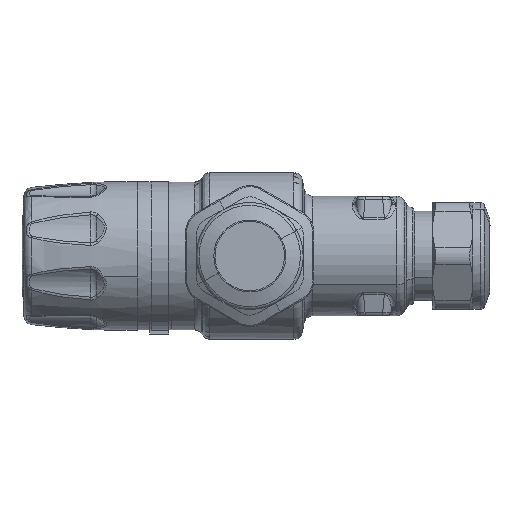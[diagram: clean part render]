
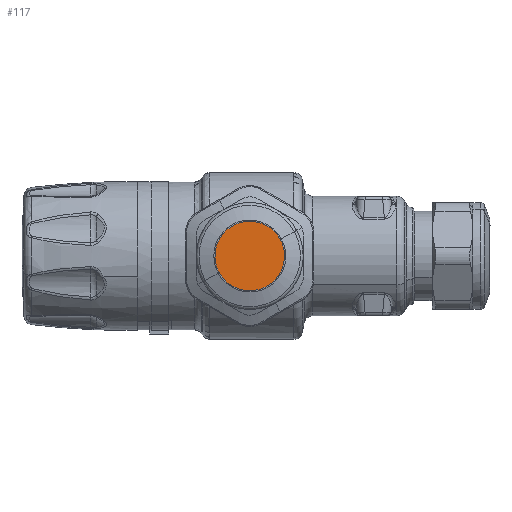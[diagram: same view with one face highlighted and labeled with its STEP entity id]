
A CAD part, left-side view. The second image highlights one B-rep face of the part: STEP entity #117.
In plain terms, the highlighted planar face has unit normal (-1, 0, 0).
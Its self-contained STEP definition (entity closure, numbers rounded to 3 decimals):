
#52=CARTESIAN_POINT('Axis2P3D Location',(-68.63,0.,-33.709)) ;
#58=CARTESIAN_POINT('Control Point',(-68.63,7.136,-37.608)) ;
#59=CARTESIAN_POINT('Control Point',(-68.63,6.777,-38.263)) ;
#60=CARTESIAN_POINT('Control Point',(-68.63,6.344,-38.878)) ;
#61=CARTESIAN_POINT('Control Point',(-68.63,5.841,-39.44)) ;
#62=CARTESIAN_POINT('Control Point',(-68.63,4.716,-40.438)) ;
#63=CARTESIAN_POINT('Control Point',(-68.63,3.393,-41.156)) ;
#64=CARTESIAN_POINT('Control Point',(-68.63,2.693,-41.436)) ;
#65=CARTESIAN_POINT('Control Point',(-68.63,1.242,-41.832)) ;
#66=CARTESIAN_POINT('Control Point',(-68.63,-0.262,-41.888)) ;
#67=CARTESIAN_POINT('Control Point',(-68.63,-1.014,-41.829)) ;
#68=CARTESIAN_POINT('Control Point',(-68.63,-2.491,-41.54)) ;
#69=CARTESIAN_POINT('Control Point',(-68.63,-3.863,-40.923)) ;
#70=CARTESIAN_POINT('Control Point',(-68.63,-4.511,-40.537)) ;
#71=CARTESIAN_POINT('Control Point',(-68.63,-5.706,-39.622)) ;
#72=CARTESIAN_POINT('Control Point',(-68.63,-6.662,-38.461)) ;
#73=CARTESIAN_POINT('Control Point',(-68.63,-7.071,-37.827)) ;
#74=CARTESIAN_POINT('Control Point',(-68.63,-7.737,-36.478)) ;
#75=CARTESIAN_POINT('Control Point',(-68.63,-8.079,-35.012)) ;
#76=CARTESIAN_POINT('Control Point',(-68.63,-8.164,-34.263)) ;
#77=CARTESIAN_POINT('Control Point',(-68.63,-8.162,-32.882)) ;
#78=CARTESIAN_POINT('Control Point',(-68.63,-7.872,-31.535)) ;
#79=CARTESIAN_POINT('Control Point',(-68.63,-7.682,-30.936)) ;
#80=CARTESIAN_POINT('Control Point',(-68.63,-7.435,-30.359)) ;
#81=CARTESIAN_POINT('Control Point',(-68.63,-7.136,-29.811)) ;
#82=CARTESIAN_POINT('Vertex',(-68.63,7.136,-37.608)) ;
#84=CARTESIAN_POINT('Vertex',(-68.63,-7.136,-29.811)) ;
#88=CARTESIAN_POINT('Control Point',(-68.63,-7.136,-29.811)) ;
#89=CARTESIAN_POINT('Control Point',(-68.63,-6.777,-29.156)) ;
#90=CARTESIAN_POINT('Control Point',(-68.63,-6.344,-28.541)) ;
#91=CARTESIAN_POINT('Control Point',(-68.63,-5.841,-27.979)) ;
#92=CARTESIAN_POINT('Control Point',(-68.63,-4.716,-26.981)) ;
#93=CARTESIAN_POINT('Control Point',(-68.63,-3.393,-26.263)) ;
#94=CARTESIAN_POINT('Control Point',(-68.63,-2.693,-25.983)) ;
#95=CARTESIAN_POINT('Control Point',(-68.63,-1.242,-25.587)) ;
#96=CARTESIAN_POINT('Control Point',(-68.63,0.262,-25.531)) ;
#97=CARTESIAN_POINT('Control Point',(-68.63,1.014,-25.59)) ;
#98=CARTESIAN_POINT('Control Point',(-68.63,2.491,-25.879)) ;
#99=CARTESIAN_POINT('Control Point',(-68.63,3.863,-26.496)) ;
#100=CARTESIAN_POINT('Control Point',(-68.63,4.511,-26.882)) ;
#101=CARTESIAN_POINT('Control Point',(-68.63,5.706,-27.797)) ;
#102=CARTESIAN_POINT('Control Point',(-68.63,6.662,-28.958)) ;
#103=CARTESIAN_POINT('Control Point',(-68.63,7.071,-29.592)) ;
#104=CARTESIAN_POINT('Control Point',(-68.63,7.737,-30.941)) ;
#105=CARTESIAN_POINT('Control Point',(-68.63,8.079,-32.407)) ;
#106=CARTESIAN_POINT('Control Point',(-68.63,8.164,-33.156)) ;
#107=CARTESIAN_POINT('Control Point',(-68.63,8.162,-34.537)) ;
#108=CARTESIAN_POINT('Control Point',(-68.63,7.872,-35.884)) ;
#109=CARTESIAN_POINT('Control Point',(-68.63,7.682,-36.483)) ;
#110=CARTESIAN_POINT('Control Point',(-68.63,7.435,-37.06)) ;
#111=CARTESIAN_POINT('Control Point',(-68.63,7.136,-37.608)) ;
#53=DIRECTION('Axis2P3D Direction',(1.,0.,0.)) ;
#54=DIRECTION('Axis2P3D XDirection',(0.,1.,0.)) ;
#55=AXIS2_PLACEMENT_3D('Plane Axis2P3D',#52,#53,#54) ;
#114=ORIENTED_EDGE('',*,*,#86,.T.) ;
#115=ORIENTED_EDGE('',*,*,#112,.T.) ;
#117=ADVANCED_FACE('PartBody',(#116),#56,.F.) ;
#57=B_SPLINE_CURVE_WITH_KNOTS('',5,(#58,#59,#60,#61,#62,#63,#64,#65,#66,#67,#68,#69,#70,#71,#72,#73,#74,#75,#76,#77,#78,#79,#80,#81),.UNSPECIFIED.,.F.,.U.,(6,3,3,3,3,3,3,6),(0.,5.306,10.614,15.921,21.229,26.537,31.844,36.279),.UNSPECIFIED.) ;
#87=B_SPLINE_CURVE_WITH_KNOTS('',5,(#88,#89,#90,#91,#92,#93,#94,#95,#96,#97,#98,#99,#100,#101,#102,#103,#104,#105,#106,#107,#108,#109,#110,#111),.UNSPECIFIED.,.F.,.U.,(6,3,3,3,3,3,3,6),(0.,5.306,10.614,15.921,21.229,26.537,31.844,36.279),.UNSPECIFIED.) ;
#86=EDGE_CURVE('',#83,#85,#57,.T.) ;
#112=EDGE_CURVE('',#85,#83,#87,.T.) ;
#113=EDGE_LOOP('',(#114,#115)) ;
#116=FACE_OUTER_BOUND('',#113,.T.) ;
#56=PLANE('',#55) ;
#83=VERTEX_POINT('',#82) ;
#85=VERTEX_POINT('',#84) ;
